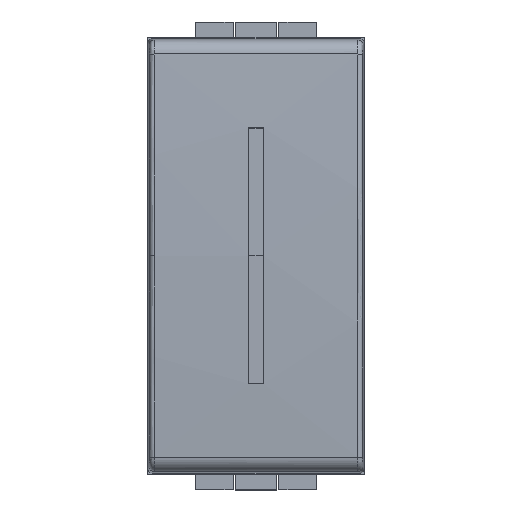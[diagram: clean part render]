
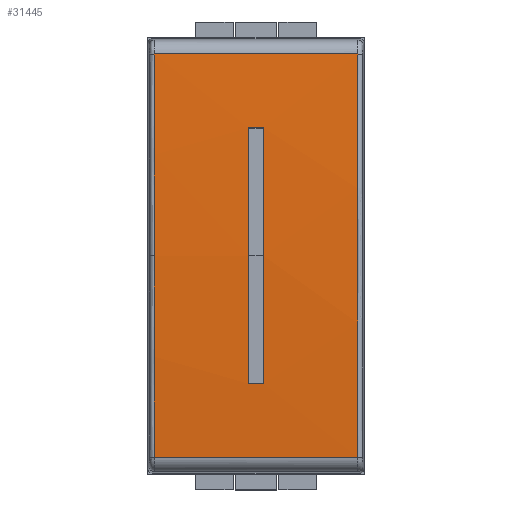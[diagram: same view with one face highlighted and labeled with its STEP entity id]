
A CAD part, top view. The second image highlights one B-rep face of the part: STEP entity #31445.
In plain terms, the highlighted cylindrical face has radius 300.256 mm (diameter 600.512 mm), a partial arc.
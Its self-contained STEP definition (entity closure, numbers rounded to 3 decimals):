
#280 = LINE ( 'NONE', #31084, #2607 ) ;
#632 = CARTESIAN_POINT ( 'NONE',  ( 4.288, 11.192, 0.748 ) ) ;
#747 = CARTESIAN_POINT ( 'NONE',  ( 0., 11.1, 10.215 ) ) ;
#1239 = CARTESIAN_POINT ( 'NONE',  ( 20.267, 10.415, 13.1 ) ) ;
#1684 = ORIENTED_EDGE ( 'NONE', *, *, #21470, .T. ) ;
#1958 = LINE ( 'NONE', #12218, #30879 ) ;
#2028 = CARTESIAN_POINT ( 'NONE',  ( 20.267, 10.415, -10.227 ) ) ;
#2106 = CARTESIAN_POINT ( 'NONE',  ( 20.267, 10.415, 10.227 ) ) ;
#2607 = VECTOR ( 'NONE', #45009, 1000. ) ;
#4256 = CARTESIAN_POINT ( 'NONE',  ( 12.855, 10.825, -0.755 ) ) ;
#4743 = CARTESIAN_POINT ( 'NONE',  ( 12.855, 10.825, -0.755 ) ) ;
#6237 = CARTESIAN_POINT ( 'NONE',  ( 6.758, 11.1, 10.215 ) ) ;
#6314 = ORIENTED_EDGE ( 'NONE', *, *, #57276, .T. ) ;
#6487 = VERTEX_POINT ( 'NONE', #2106 ) ;
#6903 = B_SPLINE_CURVE_WITH_KNOTS ( 'NONE', 3,
 ( #26778, #6237, #46675, #17169 ),
 .UNSPECIFIED., .F., .F.,
 ( 4, 4 ),
 ( 0., 1. ),
 .UNSPECIFIED. ) ;
#8612 = EDGE_CURVE ( 'NONE', #34029, #48005, #1958, .T. ) ;
#10416 = EDGE_CURVE ( 'NONE', #45260, #6487, #6903, .T. ) ;
#11566 = CARTESIAN_POINT ( 'NONE',  ( -6.758, 11.1, 10.215 ) ) ;
#12218 = CARTESIAN_POINT ( 'NONE',  ( -20.267, 10.415, 13.1 ) ) ;
#12581 = VECTOR ( 'NONE', #52246, 1000. ) ;
#12826 = CARTESIAN_POINT ( 'NONE',  ( -4.288, 11.192, -0.748 ) ) ;
#14870 = EDGE_CURVE ( 'NONE', #6487, #31187, #61827, .T. ) ;
#15220 = CARTESIAN_POINT ( 'NONE',  ( 12.855, 10.825, 0.755 ) ) ;
#15335 = AXIS2_PLACEMENT_3D ( 'NONE', #44172, #27956, #53780 ) ;
#16928 = CARTESIAN_POINT ( 'NONE',  ( 6.776, 11.328, -10.211 ) ) ;
#17169 = CARTESIAN_POINT ( 'NONE',  ( 20.267, 10.415, 10.227 ) ) ;
#21254 = ORIENTED_EDGE ( 'NONE', *, *, #30818, .T. ) ;
#21317 = EDGE_CURVE ( 'NONE', #38478, #38359, #22966, .T. ) ;
#21470 = EDGE_CURVE ( 'NONE', #38359, #34101, #55742, .T. ) ;
#21688 = ORIENTED_EDGE ( 'NONE', *, *, #21317, .T. ) ;
#21833 = CARTESIAN_POINT ( 'NONE',  ( -20.267, 10.415, 10.227 ) ) ;
#22676 = CARTESIAN_POINT ( 'NONE',  ( -12.855, 10.825, 0.755 ) ) ;
#22966 =( BOUNDED_CURVE ( )  B_SPLINE_CURVE ( 3, ( #27736, #12826, #53547, #52913 ),
 .UNSPECIFIED., .F., .T. ) 
 B_SPLINE_CURVE_WITH_KNOTS ( ( 4, 4 ),
 ( 3.099, 3.184 ),
 .UNSPECIFIED. ) 
 CURVE ( )  GEOMETRIC_REPRESENTATION_ITEM ( )  RATIONAL_B_SPLINE_CURVE ( ( 1., 0.999, 0.999, 1. ) ) 
 REPRESENTATION_ITEM ( '' )  );
#23660 = FACE_OUTER_BOUND ( 'NONE', #32662, .T. ) ;
#25478 = CARTESIAN_POINT ( 'NONE',  ( -4.288, 11.192, 0.748 ) ) ;
#25761 = EDGE_CURVE ( 'NONE', #48005, #45260, #39641, .T. ) ;
#26269 = DIRECTION ( 'NONE',  ( 0., 0., 1. ) ) ;
#26778 = CARTESIAN_POINT ( 'NONE',  ( 0., 11.1, 10.215 ) ) ;
#27736 = CARTESIAN_POINT ( 'NONE',  ( -12.855, 10.825, -0.755 ) ) ;
#27845 = CARTESIAN_POINT ( 'NONE',  ( -20.267, 10.415, -10.227 ) ) ;
#27956 = DIRECTION ( 'NONE',  ( 0., 0., -1. ) ) ;
#30818 = EDGE_CURVE ( 'NONE', #44911, #38478, #280, .T. ) ;
#30879 = VECTOR ( 'NONE', #32437, 1000. ) ;
#31084 = CARTESIAN_POINT ( 'NONE',  ( -12.855, 10.825, 0.755 ) ) ;
#31187 = VERTEX_POINT ( 'NONE', #49560 ) ;
#31380 = CARTESIAN_POINT ( 'NONE',  ( 12.855, 10.825, 0.755 ) ) ;
#31445 = ADVANCED_FACE ( 'NONE', ( #23660, #43205 ), #33926, .T. ) ;
#32109 = CARTESIAN_POINT ( 'NONE',  ( -13.519, 10.872, 10.219 ) ) ;
#32437 = DIRECTION ( 'NONE',  ( 0., 0., 1. ) ) ;
#32662 = EDGE_LOOP ( 'NONE', ( #42533, #6314, #63041, #57842, #32735 ) ) ;
#32735 = ORIENTED_EDGE ( 'NONE', *, *, #10416, .T. ) ;
#33926 = CYLINDRICAL_SURFACE ( 'NONE', #15335, 300.256 ) ;
#34029 = VERTEX_POINT ( 'NONE', #61496 ) ;
#34101 = VERTEX_POINT ( 'NONE', #31380 ) ;
#36388 = EDGE_CURVE ( 'NONE', #34101, #44911, #53628, .T. ) ;
#36759 = CARTESIAN_POINT ( 'NONE',  ( 0., 11.1, 10.215 ) ) ;
#38359 = VERTEX_POINT ( 'NONE', #4256 ) ;
#38478 = VERTEX_POINT ( 'NONE', #46668 ) ;
#39090 = CARTESIAN_POINT ( 'NONE',  ( -20.267, 10.415, 10.227 ) ) ;
#39641 = B_SPLINE_CURVE_WITH_KNOTS ( 'NONE', 3,
 ( #21833, #32109, #11566, #36759 ),
 .UNSPECIFIED., .F., .F.,
 ( 4, 4 ),
 ( 0., 1. ),
 .UNSPECIFIED. ) ;
#41076 = VECTOR ( 'NONE', #26269, 1000. ) ;
#42533 = ORIENTED_EDGE ( 'NONE', *, *, #14870, .T. ) ;
#43205 = FACE_BOUND ( 'NONE', #50315, .T. ) ;
#44172 = CARTESIAN_POINT ( 'NONE',  ( 0., -289.156, 13.1 ) ) ;
#44911 = VERTEX_POINT ( 'NONE', #22676 ) ;
#45009 = DIRECTION ( 'NONE',  ( 0., 0., -1. ) ) ;
#45260 = VERTEX_POINT ( 'NONE', #747 ) ;
#45693 = CARTESIAN_POINT ( 'NONE',  ( -12.855, 10.825, 0.755 ) ) ;
#46668 = CARTESIAN_POINT ( 'NONE',  ( -12.855, 10.825, -0.755 ) ) ;
#46675 = CARTESIAN_POINT ( 'NONE',  ( 13.519, 10.872, 10.219 ) ) ;
#46773 = CARTESIAN_POINT ( 'NONE',  ( -6.776, 11.328, -10.211 ) ) ;
#48005 = VERTEX_POINT ( 'NONE', #39090 ) ;
#49083 = ORIENTED_EDGE ( 'NONE', *, *, #36388, .T. ) ;
#49560 = CARTESIAN_POINT ( 'NONE',  ( 20.267, 10.415, -10.227 ) ) ;
#50315 = EDGE_LOOP ( 'NONE', ( #21688, #1684, #49083, #21254 ) ) ;
#51455 = B_SPLINE_CURVE_WITH_KNOTS ( 'NONE', 3,
 ( #2028, #16928, #46773, #27845 ),
 .UNSPECIFIED., .F., .F.,
 ( 4, 4 ),
 ( 0., 1. ),
 .UNSPECIFIED. ) ;
#52246 = DIRECTION ( 'NONE',  ( 0., 0., -1. ) ) ;
#52913 = CARTESIAN_POINT ( 'NONE',  ( 12.855, 10.825, -0.755 ) ) ;
#53547 = CARTESIAN_POINT ( 'NONE',  ( 4.288, 11.192, -0.748 ) ) ;
#53628 =( BOUNDED_CURVE ( )  B_SPLINE_CURVE ( 3, ( #15220, #632, #25478, #45693 ),
 .UNSPECIFIED., .F., .F. ) 
 B_SPLINE_CURVE_WITH_KNOTS ( ( 4, 4 ),
 ( 6.24, 6.326 ),
 .UNSPECIFIED. ) 
 CURVE ( )  GEOMETRIC_REPRESENTATION_ITEM ( )  RATIONAL_B_SPLINE_CURVE ( ( 1., 0.999, 0.999, 1. ) ) 
 REPRESENTATION_ITEM ( '' )  );
#53780 = DIRECTION ( 'NONE',  ( -1., 0., 0. ) ) ;
#55742 = LINE ( 'NONE', #4743, #41076 ) ;
#57276 = EDGE_CURVE ( 'NONE', #31187, #34029, #51455, .T. ) ;
#57842 = ORIENTED_EDGE ( 'NONE', *, *, #25761, .T. ) ;
#61496 = CARTESIAN_POINT ( 'NONE',  ( -20.267, 10.415, -10.227 ) ) ;
#61827 = LINE ( 'NONE', #1239, #12581 ) ;
#63041 = ORIENTED_EDGE ( 'NONE', *, *, #8612, .T. ) ;
